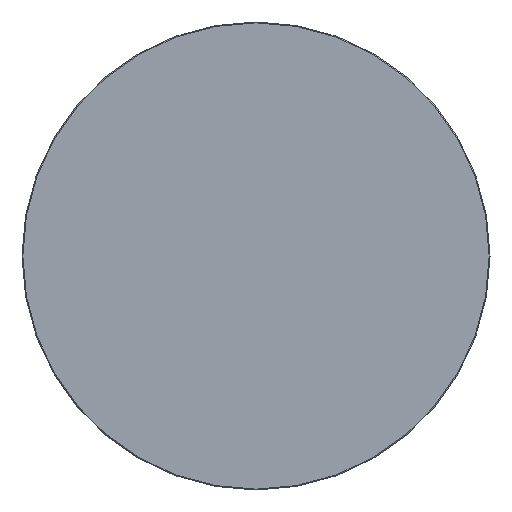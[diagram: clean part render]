
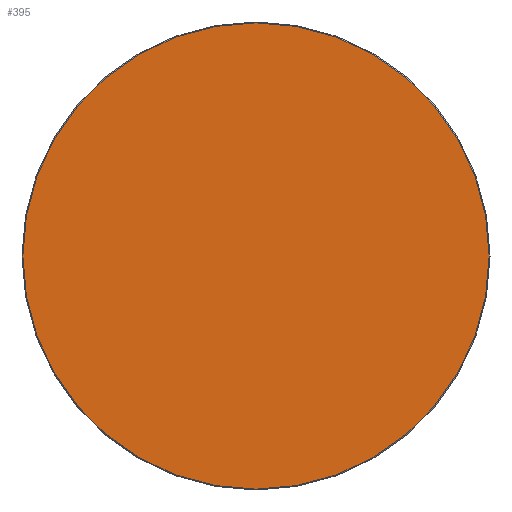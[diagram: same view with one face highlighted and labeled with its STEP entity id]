
A CAD part, left-side view. The second image highlights one B-rep face of the part: STEP entity #395.
In plain terms, the highlighted planar face has unit normal (-1, 0, 0).
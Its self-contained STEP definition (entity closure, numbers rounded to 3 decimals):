
#90 = AXIS2_PLACEMENT_3D ( 'NONE', #1045, #909, #345 ) ;
#339 = CARTESIAN_POINT ( 'NONE',  ( 0., 0., 0. ) ) ;
#345 = DIRECTION ( 'NONE',  ( 0., 0., -1. ) ) ;
#395 = ADVANCED_FACE ( 'NONE', ( #1665 ), #1319, .F. ) ;
#580 = ORIENTED_EDGE ( 'NONE', *, *, #581, .T. ) ;
#581 = EDGE_CURVE ( 'NONE', #1153, #806, #1468, .T. ) ;
#590 = AXIS2_PLACEMENT_3D ( 'NONE', #339, #912, #1327 ) ;
#608 = CARTESIAN_POINT ( 'NONE',  ( 0., 0., 79.7 ) ) ;
#620 = EDGE_CURVE ( 'NONE', #806, #1153, #689, .T. ) ;
#648 = AXIS2_PLACEMENT_3D ( 'NONE', #1739, #1188, #1312 ) ;
#689 = CIRCLE ( 'NONE', #590, 79.7 ) ;
#700 = ORIENTED_EDGE ( 'NONE', *, *, #620, .T. ) ;
#806 = VERTEX_POINT ( 'NONE', #954 ) ;
#909 = DIRECTION ( 'NONE',  ( 1., 0., 0. ) ) ;
#912 = DIRECTION ( 'NONE',  ( -1., 0., 0. ) ) ;
#954 = CARTESIAN_POINT ( 'NONE',  ( 0., 0., -79.7 ) ) ;
#1045 = CARTESIAN_POINT ( 'NONE',  ( 0., 0., 0. ) ) ;
#1104 = EDGE_LOOP ( 'NONE', ( #700, #580 ) ) ;
#1153 = VERTEX_POINT ( 'NONE', #608 ) ;
#1188 = DIRECTION ( 'NONE',  ( -1., 0., 0. ) ) ;
#1312 = DIRECTION ( 'NONE',  ( 0., 0., 1. ) ) ;
#1319 = PLANE ( 'NONE',  #90 ) ;
#1327 = DIRECTION ( 'NONE',  ( 0., 0., 1. ) ) ;
#1468 = CIRCLE ( 'NONE', #648, 79.7 ) ;
#1665 = FACE_OUTER_BOUND ( 'NONE', #1104, .T. ) ;
#1739 = CARTESIAN_POINT ( 'NONE',  ( 0., 0., 0. ) ) ;
